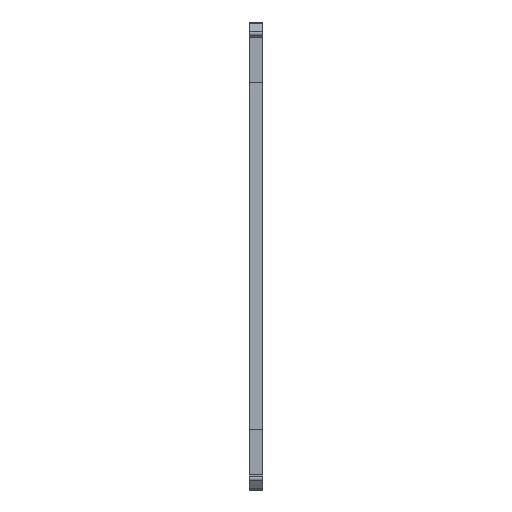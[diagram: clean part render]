
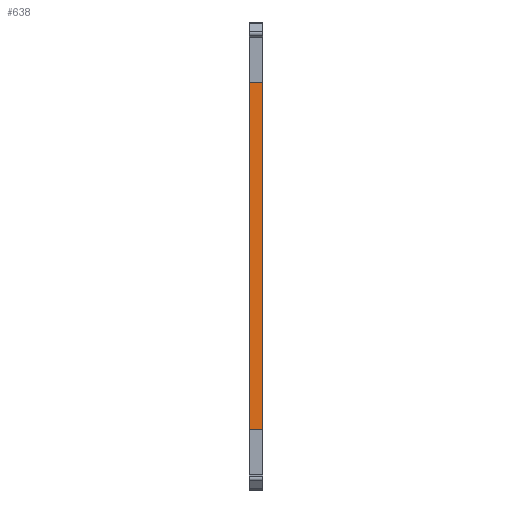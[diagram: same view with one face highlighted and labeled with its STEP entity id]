
A CAD part, left-side view. The second image highlights one B-rep face of the part: STEP entity #638.
In plain terms, the highlighted planar face has unit normal (-0.706, -0.708, 0).
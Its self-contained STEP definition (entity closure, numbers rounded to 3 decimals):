
#356=FACE_OUTER_BOUND('',#1296,.T.);
#638=ADVANCED_FACE('',(#356),#877,.T.);
#877=PLANE('',#5828);
#1296=EDGE_LOOP('',(#2820,#2821,#2822,#2823));
#2820=ORIENTED_EDGE('',*,*,#3438,.F.);
#2821=ORIENTED_EDGE('',*,*,#3722,.F.);
#2822=ORIENTED_EDGE('',*,*,#3629,.F.);
#2823=ORIENTED_EDGE('',*,*,#3720,.F.);
#2927=VERTEX_POINT('',#7447);
#2929=VERTEX_POINT('',#7450);
#3104=VERTEX_POINT('',#7831);
#3105=VERTEX_POINT('',#7833);
#3438=EDGE_CURVE('',#2927,#2929,#4198,.T.);
#3629=EDGE_CURVE('',#3104,#3105,#4343,.T.);
#3720=EDGE_CURVE('',#2929,#3104,#4410,.T.);
#3722=EDGE_CURVE('',#3105,#2927,#4412,.T.);
#4198=LINE('',#7449,#4877);
#4343=LINE('',#7832,#5022);
#4410=LINE('',#8012,#5089);
#4412=LINE('',#8015,#5091);
#4877=VECTOR('',#5937,1.);
#5022=VECTOR('',#6206,1.);
#5089=VECTOR('',#6343,1.);
#5091=VECTOR('',#6347,1.);
#5828=AXIS2_PLACEMENT_3D('',#8803,#7243,#7244);
#5937=DIRECTION('',(0.,0.,1.));
#6206=DIRECTION('',(0.,0.,-1.));
#6343=DIRECTION('',(0.708,-0.706,0.));
#6347=DIRECTION('',(-0.708,0.706,0.));
#7243=DIRECTION('',(-0.706,-0.708,0.));
#7244=DIRECTION('',(0.,0.,1.));
#7447=CARTESIAN_POINT('',(0.988,2.675,0.));
#7449=CARTESIAN_POINT('',(0.988,2.675,0.));
#7450=CARTESIAN_POINT('',(0.988,2.675,68.));
#7831=CARTESIAN_POINT('',(3.673,0.,68.));
#7832=CARTESIAN_POINT('',(3.673,0.,0.));
#7833=CARTESIAN_POINT('',(3.673,0.,0.));
#8012=CARTESIAN_POINT('',(1.83,1.836,68.));
#8015=CARTESIAN_POINT('',(3.673,0.,0.));
#8803=CARTESIAN_POINT('',(3.673,0.,0.));
